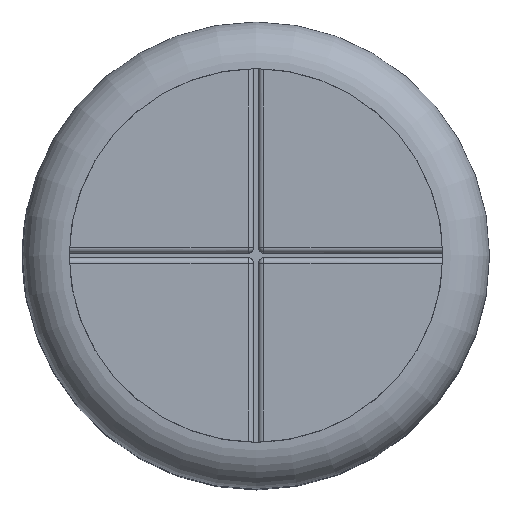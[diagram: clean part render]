
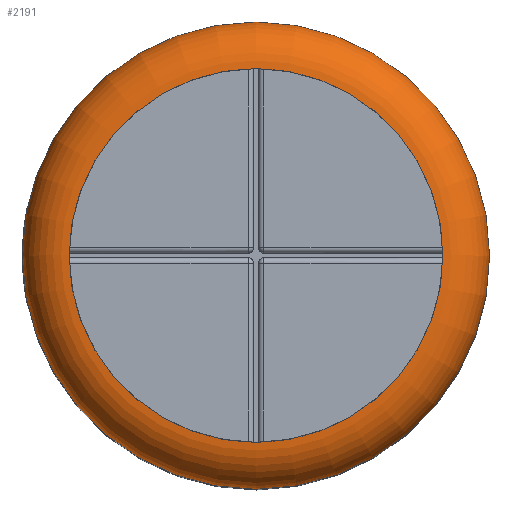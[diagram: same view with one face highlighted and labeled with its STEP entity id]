
A CAD part, top view. The second image highlights one B-rep face of the part: STEP entity #2191.
In plain terms, the highlighted toroidal (fillet/blend) face has major radius 10 mm and minor radius 2.5 mm.
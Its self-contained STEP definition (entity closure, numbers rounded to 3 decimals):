
#21=TOROIDAL_SURFACE('',#2398,10.,2.5);
#147=CIRCLE('',#2327,10.);
#175=CIRCLE('',#2389,12.5);
#180=CIRCLE('',#2399,2.5);
#350=FACE_OUTER_BOUND('',#473,.T.);
#473=EDGE_LOOP('',(#2001,#2002,#2003,#2004));
#987=VERTEX_POINT('',#3467);
#1058=VERTEX_POINT('',#4024);
#1263=EDGE_CURVE('',#987,#987,#147,.T.);
#1365=EDGE_CURVE('',#1058,#1058,#175,.T.);
#1374=EDGE_CURVE('',#987,#1058,#180,.T.);
#2001=ORIENTED_EDGE('',*,*,#1263,.T.);
#2002=ORIENTED_EDGE('',*,*,#1374,.T.);
#2003=ORIENTED_EDGE('',*,*,#1365,.T.);
#2004=ORIENTED_EDGE('',*,*,#1374,.F.);
#2191=ADVANCED_FACE('',(#350),#21,.T.);
#2327=AXIS2_PLACEMENT_3D('',#3468,#2798,#2799);
#2389=AXIS2_PLACEMENT_3D('',#4025,#2956,#2957);
#2398=AXIS2_PLACEMENT_3D('',#4039,#2978,#2979);
#2399=AXIS2_PLACEMENT_3D('',#4040,#2980,#2981);
#2798=DIRECTION('center_axis',(0.,0.,-1.));
#2799=DIRECTION('ref_axis',(1.,0.,0.));
#2956=DIRECTION('center_axis',(0.,0.,1.));
#2957=DIRECTION('ref_axis',(1.,0.,0.));
#2978=DIRECTION('center_axis',(0.,0.,1.));
#2979=DIRECTION('ref_axis',(1.,0.,0.));
#2980=DIRECTION('center_axis',(0.,-1.,0.));
#2981=DIRECTION('ref_axis',(-1.,0.,0.));
#3467=CARTESIAN_POINT('',(-10.,0.,32.));
#3468=CARTESIAN_POINT('Origin',(0.,0.,32.));
#4024=CARTESIAN_POINT('',(-12.5,0.,29.5));
#4025=CARTESIAN_POINT('Origin',(0.,0.,29.5));
#4039=CARTESIAN_POINT('Origin',(0.,0.,29.5));
#4040=CARTESIAN_POINT('Origin',(-10.,0.,29.5));
